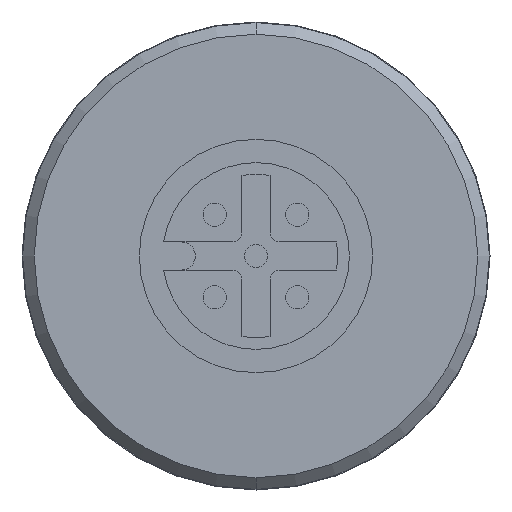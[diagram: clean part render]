
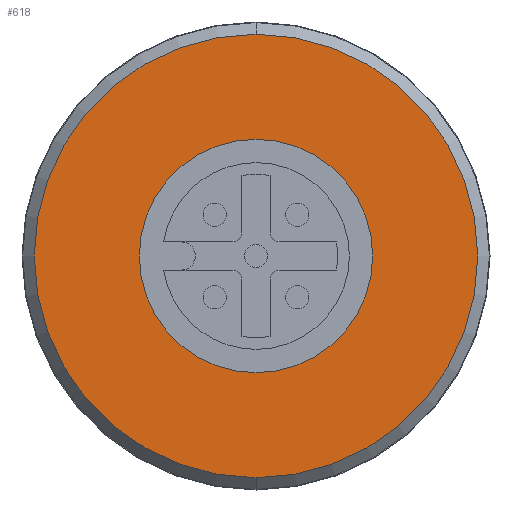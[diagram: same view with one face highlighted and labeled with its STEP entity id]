
A CAD part, front view. The second image highlights one B-rep face of the part: STEP entity #618.
In plain terms, the highlighted planar face has unit normal (0, -1, 0).
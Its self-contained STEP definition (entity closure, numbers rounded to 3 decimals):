
#14 = EDGE_CURVE ( 'NONE', #3968, #2530, #2766, .T. ) ;
#296 = DIRECTION ( 'NONE',  ( 0., 1., 0. ) ) ;
#387 = CIRCLE ( 'NONE', #3766, 5. ) ;
#479 = ORIENTED_EDGE ( 'NONE', *, *, #3084, .T. ) ;
#618 = ADVANCED_FACE ( 'NONE', ( #3094, #954 ), #1982, .T. ) ;
#630 = VERTEX_POINT ( 'NONE', #2642 ) ;
#679 = AXIS2_PLACEMENT_3D ( 'NONE', #3375, #3147, #3105 ) ;
#782 = AXIS2_PLACEMENT_3D ( 'NONE', #2178, #296, #2483 ) ;
#954 = FACE_OUTER_BOUND ( 'NONE', #1530, .T. ) ;
#992 = ORIENTED_EDGE ( 'NONE', *, *, #2795, .F. ) ;
#1303 = CARTESIAN_POINT ( 'NONE',  ( 0., -14.8, 0. ) ) ;
#1412 = EDGE_CURVE ( 'NONE', #630, #1669, #2240, .T. ) ;
#1530 = EDGE_LOOP ( 'NONE', ( #992, #2207 ) ) ;
#1618 = DIRECTION ( 'NONE',  ( 0., 0., 1. ) ) ;
#1669 = VERTEX_POINT ( 'NONE', #3824 ) ;
#1844 = CIRCLE ( 'NONE', #782, 9.5 ) ;
#1944 = AXIS2_PLACEMENT_3D ( 'NONE', #2159, #2145, #2077 ) ;
#1982 = PLANE ( 'NONE',  #2013 ) ;
#2013 = AXIS2_PLACEMENT_3D ( 'NONE', #2304, #2314, #2585 ) ;
#2077 = DIRECTION ( 'NONE',  ( 0., 0., 1. ) ) ;
#2145 = DIRECTION ( 'NONE',  ( 0., 1., 0. ) ) ;
#2159 = CARTESIAN_POINT ( 'NONE',  ( 0., -14.8, 0. ) ) ;
#2178 = CARTESIAN_POINT ( 'NONE',  ( 0., -14.8, 0. ) ) ;
#2207 = ORIENTED_EDGE ( 'NONE', *, *, #1412, .F. ) ;
#2240 = CIRCLE ( 'NONE', #1944, 9.5 ) ;
#2304 = CARTESIAN_POINT ( 'NONE',  ( 0., -14.8, 7.25 ) ) ;
#2314 = DIRECTION ( 'NONE',  ( 0., -1., 0. ) ) ;
#2483 = DIRECTION ( 'NONE',  ( 0., 0., 1. ) ) ;
#2530 = VERTEX_POINT ( 'NONE', #3969 ) ;
#2585 = DIRECTION ( 'NONE',  ( 0., 0., -1. ) ) ;
#2635 = ORIENTED_EDGE ( 'NONE', *, *, #14, .T. ) ;
#2642 = CARTESIAN_POINT ( 'NONE',  ( 0., -14.8, -9.5 ) ) ;
#2766 = CIRCLE ( 'NONE', #679, 5. ) ;
#2795 = EDGE_CURVE ( 'NONE', #1669, #630, #1844, .T. ) ;
#2849 = EDGE_LOOP ( 'NONE', ( #479, #2635 ) ) ;
#3084 = EDGE_CURVE ( 'NONE', #2530, #3968, #387, .T. ) ;
#3094 = FACE_BOUND ( 'NONE', #2849, .T. ) ;
#3105 = DIRECTION ( 'NONE',  ( 0., 0., 1. ) ) ;
#3147 = DIRECTION ( 'NONE',  ( 0., 1., 0. ) ) ;
#3213 = CARTESIAN_POINT ( 'NONE',  ( 0., -14.8, -5. ) ) ;
#3375 = CARTESIAN_POINT ( 'NONE',  ( 0., -14.8, 0. ) ) ;
#3480 = DIRECTION ( 'NONE',  ( 0., 1., 0. ) ) ;
#3766 = AXIS2_PLACEMENT_3D ( 'NONE', #1303, #3480, #1618 ) ;
#3824 = CARTESIAN_POINT ( 'NONE',  ( 0., -14.8, 9.5 ) ) ;
#3968 = VERTEX_POINT ( 'NONE', #3213 ) ;
#3969 = CARTESIAN_POINT ( 'NONE',  ( 0., -14.8, 5. ) ) ;
